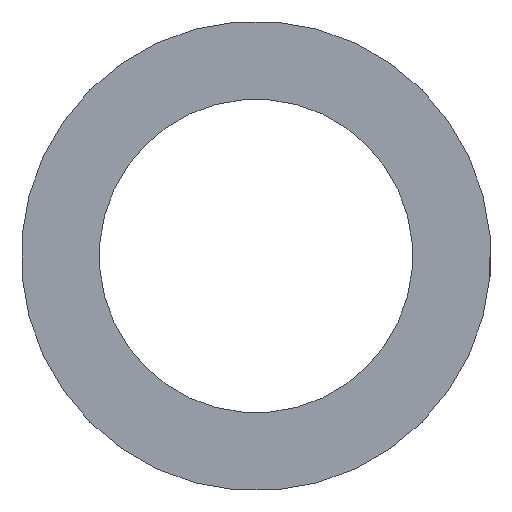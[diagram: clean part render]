
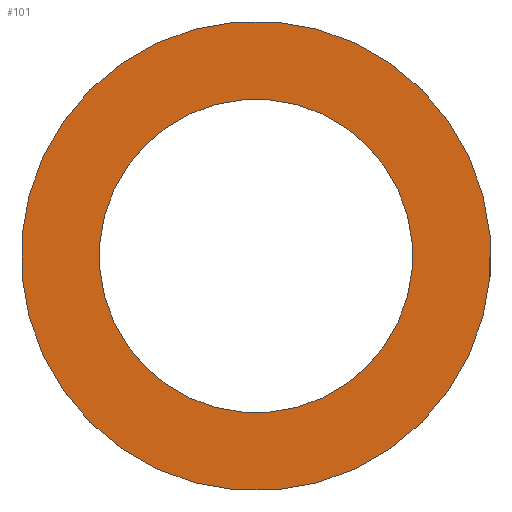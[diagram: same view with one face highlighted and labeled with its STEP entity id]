
A CAD part, front view. The second image highlights one B-rep face of the part: STEP entity #101.
In plain terms, the highlighted planar face has unit normal (0, -1, 0).
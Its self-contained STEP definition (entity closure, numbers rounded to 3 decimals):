
#3=CARTESIAN_POINT('POINT2',(-0.133,3.78,
   0.992));
#4=VERTEX_POINT('VERTEX2',#3);
#20=CARTESIAN_POINT('POINT4',(0.133,3.78,
   1.258));
#21=VERTEX_POINT('VERTEX4',#20);
#28=CARTESIAN_POINT('POS4',(0.,3.78,1.125))
   ;
#29=DIRECTION('DIR5',(0.,1.,0.));
#30=DIRECTION('DIR6',(-0.707,0.,
   -0.707));
#31=AXIS2_PLACEMENT_3D('AXIS2',#28,#29,#30);
#32=CIRCLE('ELLIPSE2',#31,0.188);
#33=EDGE_CURVE('EDGE4',#4,#21,#32,.T.);
#44=EDGE_CURVE('EDGE5',#21,#4,#32,.T.);
#77=ORIENTED_EDGE('COEDGE13',*,*,#44,.T.);
#78=ORIENTED_EDGE('COEDGE14',*,*,#33,.T.);
#79=EDGE_LOOP('NONE',(#77,#78));
#80=FACE_BOUND('LOOP1',#79,.T.);
#81=CARTESIAN_POINT('POINT7',(-0.199,3.78,
   1.324));
#82=VERTEX_POINT('VERTEX7',#81);
#83=CARTESIAN_POINT('POINT8',(0.199,3.78,
   0.926));
#84=VERTEX_POINT('VERTEX8',#83);
#85=CARTESIAN_POINT('POS8',(0.,3.78,1.125));
#86=DIRECTION('DIR13',(0.,-1.,0.));
#87=DIRECTION('DIR14',(-0.707,0.,
   0.707));
#88=AXIS2_PLACEMENT_3D('AXIS6',#85,#86,#87);
#89=CIRCLE('ELLIPSE4',#88,0.281);
#90=EDGE_CURVE('EDGE9',#82,#84,#89,.T.);
#91=ORIENTED_EDGE('COEDGE15',*,*,#90,.T.);
#92=EDGE_CURVE('EDGE10',#84,#82,#89,.T.);
#93=ORIENTED_EDGE('COEDGE16',*,*,#92,.T.);
#94=EDGE_LOOP('NONE',(#91,#93));
#95=FACE_BOUND('LOOP1',#94,.T.);
#96=CARTESIAN_POINT('POS9',(0.,3.78,1.125));
#97=DIRECTION('DIR15',(0.,-1.,0.));
#98=DIRECTION('DIR16',(1.,0.,0.));
#99=AXIS2_PLACEMENT_3D('AXIS7',#96,#97,#98);
#100=PLANE('PLANE2',#99);
#101=ADVANCED_FACE('FACE4',(#80,#95),#100,.T.);
